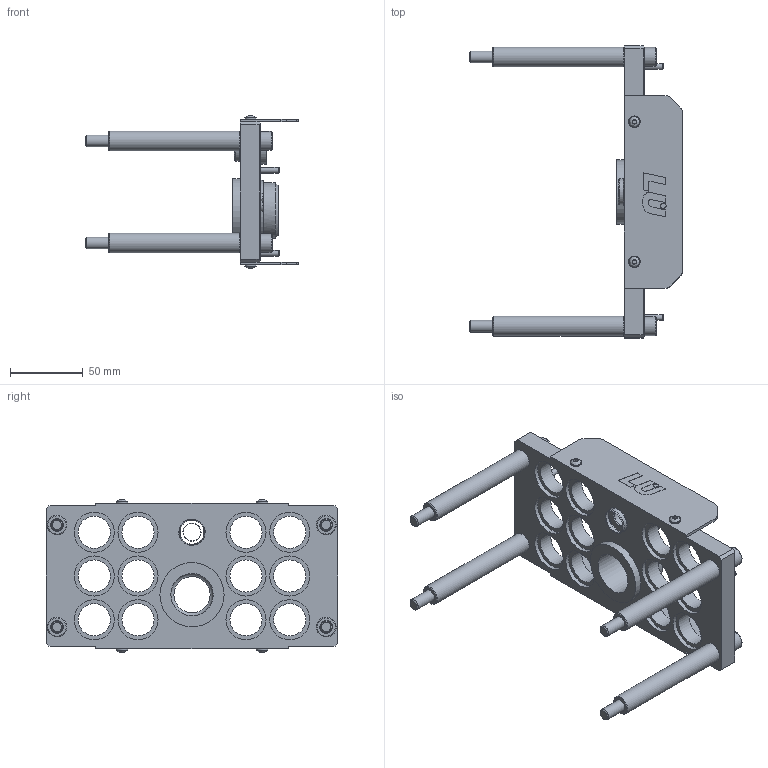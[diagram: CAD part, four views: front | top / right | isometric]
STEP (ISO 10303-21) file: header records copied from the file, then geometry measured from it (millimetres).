
FILE_DESCRIPTION(/* description */ (''),/* implementation_level */ '2;1');
FILE_NAME(/* name */ 'MKWL12.stp',/* time_stamp */ '2023-04-25T09:40:53+02:00',/* author */ ('meier'),/* organization */ (''),/* preprocessor_version */ 'ST-DEVELOPER v18.1',/* originating_system */ 'Autodesk Inventor 2022',/* authorisation */ '0 mm^3');
FILE_SCHEMA (('AUTOMOTIVE_DESIGN { 1 0 10303 214 3 1 1 }'));
Length unit declared in the file: millimetre
Products named in the file (1): LUE_00041448
Bounding box: 146 x 200 x 104.2 mm (x, y, z)
Volume: 266653.3 mm3; surface area: 112903.9 mm2
Topology: 1 solids, 15 shells, 760 faces, 1890 edges, 1246 vertices
Faces by surface type: plane 337, bspline 266, cylinder 107, cone 36, torus 14
Full cylindrical faces by diameter (mm): 2.5 x2, 3.242 x4, 4 x12, 4.5 x4, 8 x8, 8.8 x4, 9 x2, 12 x1, 13 x4, 13.5 x4, 17.8 x1, 18 x2, 22 x13, 24.8 x1, 27.5 x12, 29 x1, 36 x1, 37.4 x1, 38 x2, 44 x1
Entity records: 26940 total; most frequent: CARTESIAN_POINT 9477, ORIENTED_EDGE 3760, DIRECTION 2676, EDGE_CURVE 1880, VERTEX_POINT 1246, LINE 1010, VECTOR 1010, EDGE_LOOP 902
